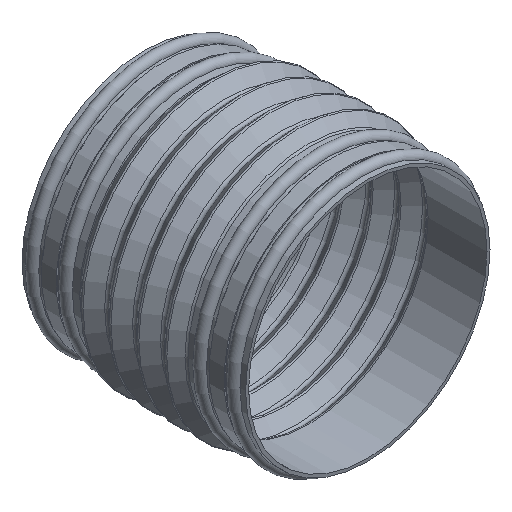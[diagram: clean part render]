
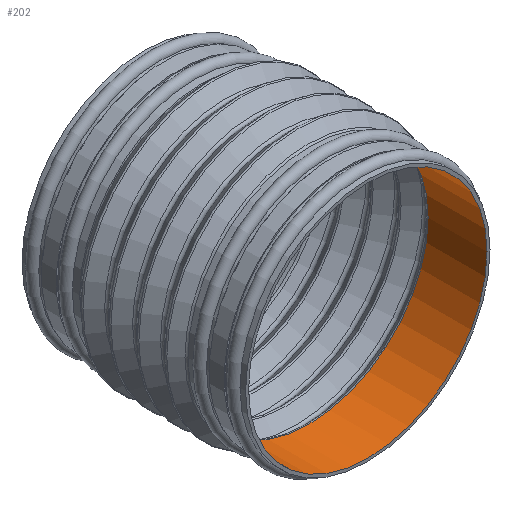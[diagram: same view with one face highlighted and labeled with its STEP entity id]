
A CAD part, isometric view. The second image highlights one B-rep face of the part: STEP entity #202.
In plain terms, the highlighted cylindrical face has radius 80 mm (diameter 160 mm), a full revolution.
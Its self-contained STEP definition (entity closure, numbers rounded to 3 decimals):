
#202 = ADVANCED_FACE( '', ( #476, #477 ), #478, .F. );
#476 = FACE_OUTER_BOUND( '', #823, .T. );
#477 = FACE_OUTER_BOUND( '', #824, .T. );
#478 = CYLINDRICAL_SURFACE( '', #825, 80. );
#823 = EDGE_LOOP( '', ( #1357 ) );
#824 = EDGE_LOOP( '', ( #1358 ) );
#825 = AXIS2_PLACEMENT_3D( '', #1359, #1360, #1361 );
#1357 = ORIENTED_EDGE( '', *, *, #1798, .T. );
#1358 = ORIENTED_EDGE( '', *, *, #1825, .F. );
#1359 = CARTESIAN_POINT( '', ( 0., 0., 0. ) );
#1360 = DIRECTION( '', ( 0., 1., 0. ) );
#1361 = DIRECTION( '', ( 0., 0., -1. ) );
#1798 = EDGE_CURVE( '', #2120, #2120, #2121, .T. );
#1825 = EDGE_CURVE( '', #2163, #2163, #2164, .T. );
#2120 = VERTEX_POINT( '', #2547 );
#2121 = CIRCLE( '', #2548, 80. );
#2163 = VERTEX_POINT( '', #2597 );
#2164 = CIRCLE( '', #2598, 80. );
#2547 = CARTESIAN_POINT( '', ( 0., 0., -80. ) );
#2548 = AXIS2_PLACEMENT_3D( '', #2964, #2965, #2966 );
#2597 = CARTESIAN_POINT( '', ( 0., 39.5, -80. ) );
#2598 = AXIS2_PLACEMENT_3D( '', #3004, #3005, #3006 );
#2964 = CARTESIAN_POINT( '', ( 0., 0., 0. ) );
#2965 = DIRECTION( '', ( 0., -1., 0. ) );
#2966 = DIRECTION( '', ( 0., 0., -1. ) );
#3004 = CARTESIAN_POINT( '', ( 0., 39.5, 0. ) );
#3005 = DIRECTION( '', ( 0., -1., 0. ) );
#3006 = DIRECTION( '', ( 0., 0., -1. ) );
